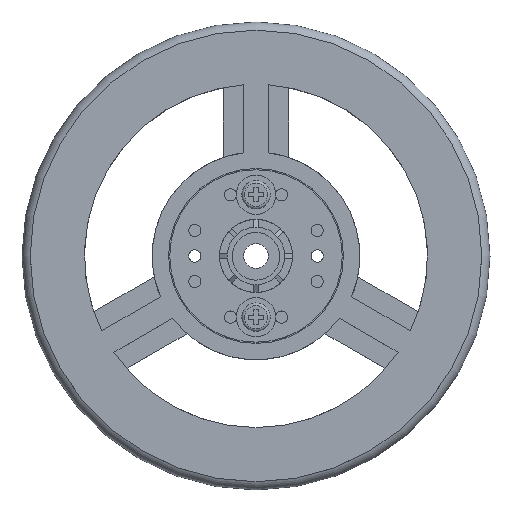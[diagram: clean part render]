
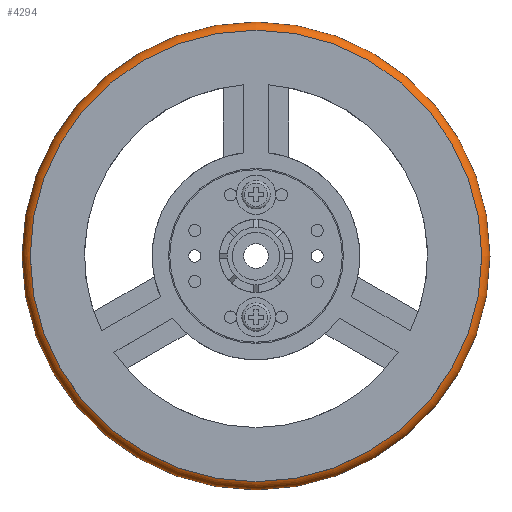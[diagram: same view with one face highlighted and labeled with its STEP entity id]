
A CAD part, top view. The second image highlights one B-rep face of the part: STEP entity #4294.
In plain terms, the highlighted toroidal (fillet/blend) face has major radius 27 mm and minor radius 1.5 mm.
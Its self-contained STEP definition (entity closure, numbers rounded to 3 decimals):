
#4294 = ADVANCED_FACE('',(#4295),#4299,.T.);
#4295 = FACE_BOUND('',#4296,.F.);
#4296 = VERTEX_LOOP('',#4297);
#4297 = VERTEX_POINT('',#4298);
#4298 = CARTESIAN_POINT('',(28.5,0.,0.));
#4299 = TOROIDAL_SURFACE('',#4300,27.,1.5);
#4300 = AXIS2_PLACEMENT_3D('',#4301,#4302,#4303);
#4301 = CARTESIAN_POINT('',(0.,0.,0.));
#4302 = DIRECTION('',(-0.,-0.,-1.));
#4303 = DIRECTION('',(1.,0.,0.));
